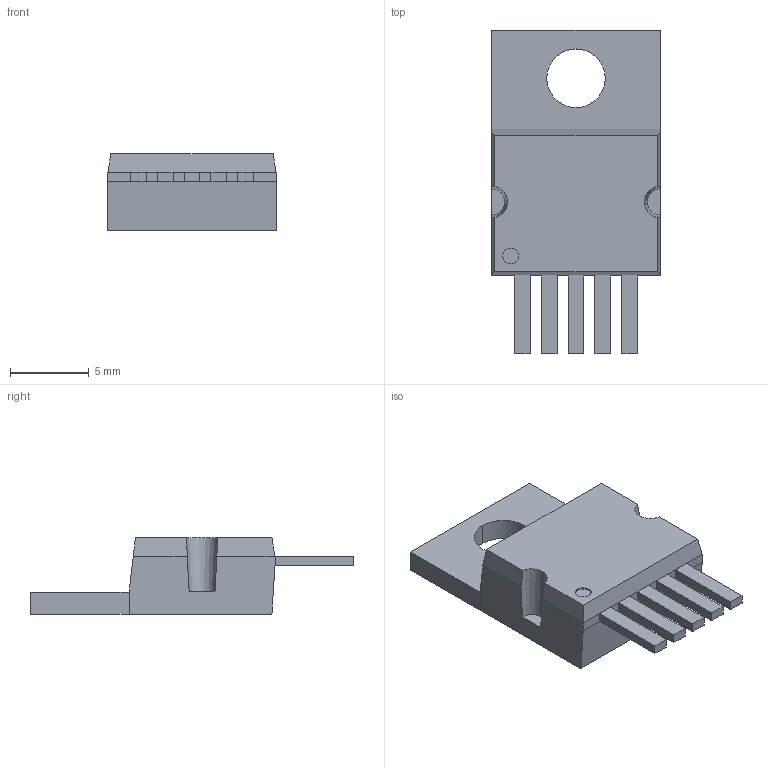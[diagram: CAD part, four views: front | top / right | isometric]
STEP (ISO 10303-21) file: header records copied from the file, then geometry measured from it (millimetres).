
FILE_DESCRIPTION (( 'STEP AP214' ), '1' );
FILE_NAME ('TO220-5-Standing.STEP', '2018-11-20T08:14:39', ( '' ), ( '' ), 'SwSTEP 2.0', 'SolidWorks 2018', '' );
FILE_SCHEMA (( 'AUTOMOTIVE_DESIGN' ));
Length unit declared in the file: millimetre
Products named in the file (4): Body; TO220-5-Standing; EP; P
Assembly tree (7 placements, depth 2):
  TO220-5-Standing
    P  x5
    Body
    EP
Bounding box: 10.67 x 20.52 x 4.84 mm (x, y, z)
Volume: 629.1 mm3; surface area: 781.2 mm2
Topology: 7 solids, 7 shells, 66 faces, 151 edges, 100 vertices
Faces by surface type: plane 60, cylinder 4, cone 2
Entity records: 1424 total; most frequent: CARTESIAN_POINT 235, DIRECTION 215, ORIENTED_EDGE 206, EDGE_CURVE 103, VECTOR 87, LINE 87, VERTEX_POINT 68, AXIS2_PLACEMENT_3D 64
